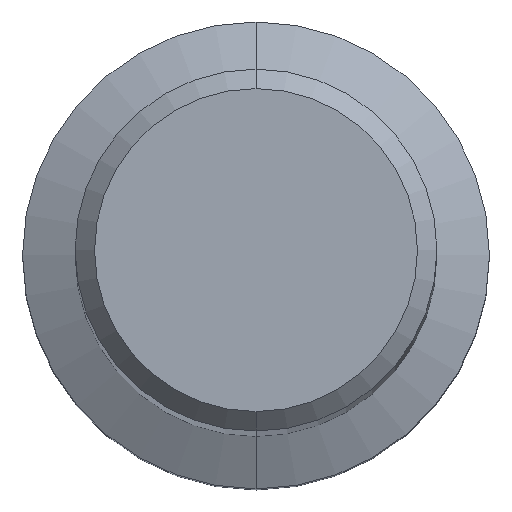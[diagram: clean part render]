
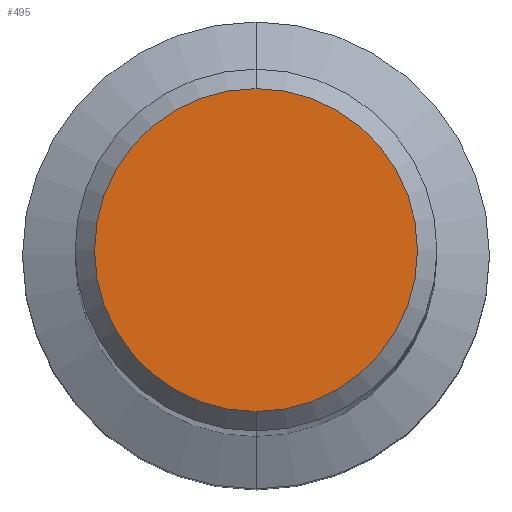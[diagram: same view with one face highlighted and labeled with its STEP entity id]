
A CAD part, top view. The second image highlights one B-rep face of the part: STEP entity #495.
In plain terms, the highlighted planar face has unit normal (0, 0, 1).
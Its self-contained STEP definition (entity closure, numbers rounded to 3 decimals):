
#257=EDGE_CURVE('',#349,#361,#618,.T.);
#349=VERTEX_POINT('',#719);
#361=VERTEX_POINT('',#731);
#489=EDGE_CURVE('',#361,#349,#878,.T.);
#495=ADVANCED_FACE('',(#884),#885,.T.);
#618=CIRCLE('',#1101,4.15);
#719=CARTESIAN_POINT('',(0.,-4.15,0.0));
#731=CARTESIAN_POINT('',(0.0,4.15,0.0));
#878=CIRCLE('',#1560,4.15);
#884=FACE_OUTER_BOUND('',#1568,.T.);
#885=PLANE('',#1569);
#1101=AXIS2_PLACEMENT_3D('',#1714,#1715,#1716);
#1560=AXIS2_PLACEMENT_3D('',#2039,#2040,#2041);
#1568=EDGE_LOOP('',(#2044,#2045));
#1569=AXIS2_PLACEMENT_3D('',#2046,#2047,#2048);
#1714=CARTESIAN_POINT('',(0.0,0.0,0.0));
#1715=DIRECTION('',(0.0,0.0,-1.0));
#1716=DIRECTION('',(0.0,1.0,0.0));
#2039=CARTESIAN_POINT('',(0.0,0.0,0.0));
#2040=DIRECTION('',(0.0,0.0,-1.0));
#2041=DIRECTION('',(0.0,1.0,0.0));
#2044=ORIENTED_EDGE('',*,*,#489,.F.);
#2045=ORIENTED_EDGE('',*,*,#257,.F.);
#2046=CARTESIAN_POINT('',(0.0,2.075,0.0));
#2047=DIRECTION('',(-0.0,0.0,1.0));
#2048=DIRECTION('',(0.0,-1.0,0.0));
